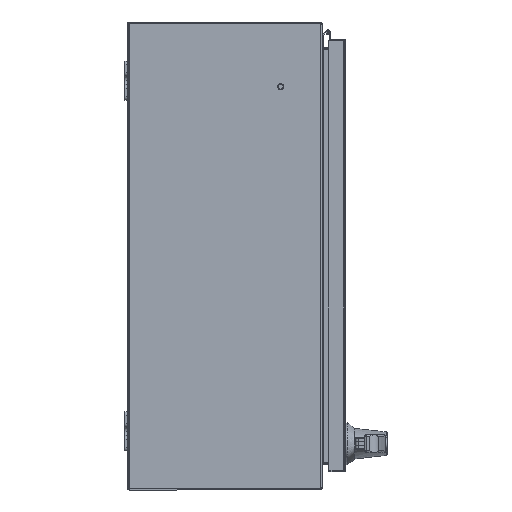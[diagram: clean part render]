
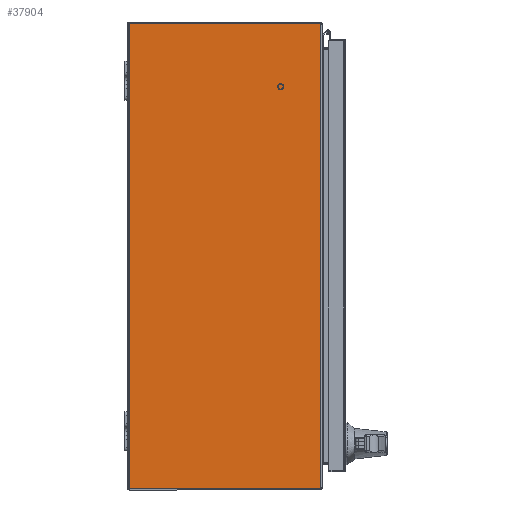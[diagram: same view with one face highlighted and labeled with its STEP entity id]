
A CAD part, front view. The second image highlights one B-rep face of the part: STEP entity #37904.
In plain terms, the highlighted face is planar.
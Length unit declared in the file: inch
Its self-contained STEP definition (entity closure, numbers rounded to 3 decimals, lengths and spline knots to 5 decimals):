
#1609 = VERTEX_POINT ( 'NONE', #107523 ) ;
#2289 = VECTOR ( 'NONE', #58756, 39.37008 ) ;
#7495 = FACE_OUTER_BOUND ( 'NONE', #42280, .T. ) ;
#8568 = EDGE_CURVE ( 'NONE', #100139, #99006, #93023, .T. ) ;
#14657 = AXIS2_PLACEMENT_3D ( 'NONE', #50081, #16232, #75193 ) ;
#16232 = DIRECTION ( 'NONE',  ( 0., 0., 1. ) ) ;
#20501 = VECTOR ( 'NONE', #84440, 39.37008 ) ;
#22344 = DIRECTION ( 'NONE',  ( 0., 0., 1. ) ) ;
#23078 = DIRECTION ( 'NONE',  ( 1., 0., 0. ) ) ;
#23687 = DIRECTION ( 'NONE',  ( 0., 1., 0. ) ) ;
#25685 = CARTESIAN_POINT ( 'NONE',  ( 11.92789, -9.85858, -15. ) ) ;
#25935 = EDGE_CURVE ( 'NONE', #1609, #47868, #84337, .T. ) ;
#30723 = VECTOR ( 'NONE', #23687, 39.37008 ) ;
#32095 = EDGE_CURVE ( 'NONE', #79126, #100139, #53117, .T. ) ;
#32413 = ORIENTED_EDGE ( 'NONE', *, *, #8568, .F. ) ;
#37904 = ADVANCED_FACE ( 'NONE', ( #7495 ), #57854, .F. ) ;
#39736 = EDGE_CURVE ( 'NONE', #50227, #1609, #55428, .T. ) ;
#40593 = DIRECTION ( 'NONE',  ( 1., 0., 0. ) ) ;
#41106 = CIRCLE ( 'NONE', #41269, 0.1 ) ;
#41269 = AXIS2_PLACEMENT_3D ( 'NONE', #82426, #22344, #23078 ) ;
#41767 = CARTESIAN_POINT ( 'NONE',  ( -11.92789, 0., -15. ) ) ;
#42280 = EDGE_LOOP ( 'NONE', ( #80519, #70985, #59632, #76100, #32413, #46736 ) ) ;
#46736 = ORIENTED_EDGE ( 'NONE', *, *, #32095, .F. ) ;
#47868 = VERTEX_POINT ( 'NONE', #72163 ) ;
#49272 = CARTESIAN_POINT ( 'NONE',  ( 11.92789, -0.108, -15. ) ) ;
#50081 = CARTESIAN_POINT ( 'NONE',  ( -83.406, 0., -15. ) ) ;
#50227 = VERTEX_POINT ( 'NONE', #92098 ) ;
#51245 = CARTESIAN_POINT ( 'NONE',  ( 11.892, -0.108, -15. ) ) ;
#53117 = LINE ( 'NONE', #98873, #30723 ) ;
#55428 = CIRCLE ( 'NONE', #63590, 0.1 ) ;
#57854 = PLANE ( 'NONE',  #14657 ) ;
#58756 = DIRECTION ( 'NONE',  ( 0., -1., 0. ) ) ;
#59632 = ORIENTED_EDGE ( 'NONE', *, *, #39736, .F. ) ;
#61876 = DIRECTION ( 'NONE',  ( -1., 0., 0. ) ) ;
#63590 = AXIS2_PLACEMENT_3D ( 'NONE', #104186, #70351, #61876 ) ;
#64247 = CARTESIAN_POINT ( 'NONE',  ( -83.406, -9.892, -15. ) ) ;
#70351 = DIRECTION ( 'NONE',  ( 0., 0., 1. ) ) ;
#70985 = ORIENTED_EDGE ( 'NONE', *, *, #25935, .F. ) ;
#72163 = CARTESIAN_POINT ( 'NONE',  ( 11.92214, -9.892, -15. ) ) ;
#75193 = DIRECTION ( 'NONE',  ( 1., 0., 0. ) ) ;
#76100 = ORIENTED_EDGE ( 'NONE', *, *, #81348, .F. ) ;
#79126 = VERTEX_POINT ( 'NONE', #25685 ) ;
#80171 = EDGE_CURVE ( 'NONE', #47868, #79126, #41106, .T. ) ;
#80519 = ORIENTED_EDGE ( 'NONE', *, *, #80171, .F. ) ;
#81348 = EDGE_CURVE ( 'NONE', #99006, #50227, #103777, .T. ) ;
#82426 = CARTESIAN_POINT ( 'NONE',  ( 11.82789, -9.85858, -15. ) ) ;
#84337 = LINE ( 'NONE', #64247, #101393 ) ;
#84440 = DIRECTION ( 'NONE',  ( -1., 0., 0. ) ) ;
#92098 = CARTESIAN_POINT ( 'NONE',  ( -11.92789, -9.85858, -15. ) ) ;
#93023 = LINE ( 'NONE', #51245, #20501 ) ;
#93308 = CARTESIAN_POINT ( 'NONE',  ( -11.92789, -0.108, -15. ) ) ;
#98873 = CARTESIAN_POINT ( 'NONE',  ( 11.92789, 0., -15. ) ) ;
#99006 = VERTEX_POINT ( 'NONE', #93308 ) ;
#100139 = VERTEX_POINT ( 'NONE', #49272 ) ;
#101393 = VECTOR ( 'NONE', #40593, 39.37008 ) ;
#103777 = LINE ( 'NONE', #41767, #2289 ) ;
#104186 = CARTESIAN_POINT ( 'NONE',  ( -11.82789, -9.85858, -15. ) ) ;
#107523 = CARTESIAN_POINT ( 'NONE',  ( -11.92214, -9.892, -15. ) ) ;
